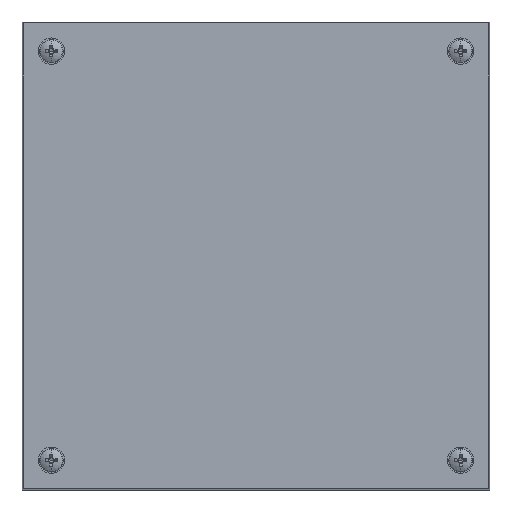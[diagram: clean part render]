
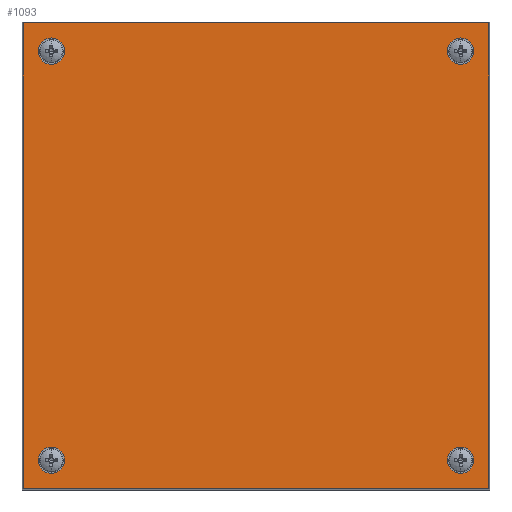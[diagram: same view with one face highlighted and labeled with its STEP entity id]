
A CAD part, top view. The second image highlights one B-rep face of the part: STEP entity #1093.
In plain terms, the highlighted face is planar.
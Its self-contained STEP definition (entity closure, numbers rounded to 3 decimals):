
#3 = VERTEX_POINT ( 'NONE', #4711 ) ;
#56 = DIRECTION ( 'NONE',  ( -1., 0., 0. ) ) ;
#76 = FACE_BOUND ( 'NONE', #3903, .T. ) ;
#113 = LINE ( 'NONE', #4510, #213 ) ;
#173 = EDGE_CURVE ( 'NONE', #3292, #3577, #2072, .T. ) ;
#194 = ORIENTED_EDGE ( 'NONE', *, *, #356, .F. ) ;
#213 = VECTOR ( 'NONE', #56, 1000. ) ;
#298 = AXIS2_PLACEMENT_3D ( 'NONE', #3342, #4368, #2982 ) ;
#309 = EDGE_CURVE ( 'NONE', #3823, #3779, #1017, .T. ) ;
#356 = EDGE_CURVE ( 'NONE', #1439, #598, #4602, .T. ) ;
#360 = CARTESIAN_POINT ( 'NONE',  ( -79.647, -20.2, -79.647 ) ) ;
#370 = ORIENTED_EDGE ( 'NONE', *, *, #2857, .F. ) ;
#404 = VERTEX_POINT ( 'NONE', #3937 ) ;
#577 = ORIENTED_EDGE ( 'NONE', *, *, #787, .F. ) ;
#598 = VERTEX_POINT ( 'NONE', #4441 ) ;
#625 = AXIS2_PLACEMENT_3D ( 'NONE', #4615, #4225, #3872 ) ;
#689 = ORIENTED_EDGE ( 'NONE', *, *, #173, .F. ) ;
#787 = EDGE_CURVE ( 'NONE', #3137, #404, #3541, .T. ) ;
#867 = CARTESIAN_POINT ( 'NONE',  ( -70., -20.2, 70. ) ) ;
#874 = CARTESIAN_POINT ( 'NONE',  ( -70., -20.2, 70. ) ) ;
#881 = CIRCLE ( 'NONE', #1468, 4.5 ) ;
#970 = EDGE_CURVE ( 'NONE', #598, #1439, #3297, .T. ) ;
#996 = DIRECTION ( 'NONE',  ( 0., 0., -1. ) ) ;
#1011 = LINE ( 'NONE', #2836, #3591 ) ;
#1017 = CIRCLE ( 'NONE', #3917, 4.5 ) ;
#1056 = CARTESIAN_POINT ( 'NONE',  ( 70., -20.2, -74.5 ) ) ;
#1069 = EDGE_CURVE ( 'NONE', #404, #4148, #113, .T. ) ;
#1093 = ADVANCED_FACE ( 'NONE', ( #1874, #4038, #76, #2219, #2998 ), #4420, .T. ) ;
#1105 = DIRECTION ( 'NONE',  ( 0., -1., 0. ) ) ;
#1202 = ORIENTED_EDGE ( 'NONE', *, *, #2975, .F. ) ;
#1304 = CARTESIAN_POINT ( 'NONE',  ( 70., -20.2, -70. ) ) ;
#1327 = CARTESIAN_POINT ( 'NONE',  ( 79.647, -20.2, 80. ) ) ;
#1330 = DIRECTION ( 'NONE',  ( 0., 0., -1. ) ) ;
#1356 = CARTESIAN_POINT ( 'NONE',  ( -70., -20.2, 74.5 ) ) ;
#1439 = VERTEX_POINT ( 'NONE', #4700 ) ;
#1468 = AXIS2_PLACEMENT_3D ( 'NONE', #4262, #4324, #996 ) ;
#1478 = CARTESIAN_POINT ( 'NONE',  ( 70., -20.2, 70. ) ) ;
#1498 = CARTESIAN_POINT ( 'NONE',  ( 70., -20.2, 74.5 ) ) ;
#1502 = CARTESIAN_POINT ( 'NONE',  ( -70., -20.2, -70. ) ) ;
#1515 = CARTESIAN_POINT ( 'NONE',  ( 70., -20.2, 65.5 ) ) ;
#1623 = CARTESIAN_POINT ( 'NONE',  ( -79.647, -20.2, 79.647 ) ) ;
#1634 = DIRECTION ( 'NONE',  ( 0., -1., 0. ) ) ;
#1658 = EDGE_LOOP ( 'NONE', ( #194, #3141 ) ) ;
#1691 = EDGE_LOOP ( 'NONE', ( #577, #1202, #3735, #2691 ) ) ;
#1874 = FACE_BOUND ( 'NONE', #3100, .T. ) ;
#2020 = DIRECTION ( 'NONE',  ( 0., 0., -1. ) ) ;
#2072 = CIRCLE ( 'NONE', #298, 4.5 ) ;
#2101 = ORIENTED_EDGE ( 'NONE', *, *, #309, .F. ) ;
#2115 = DIRECTION ( 'NONE',  ( 0., -1., 0. ) ) ;
#2121 = CARTESIAN_POINT ( 'NONE',  ( 79.647, -20.2, 79.647 ) ) ;
#2219 = FACE_BOUND ( 'NONE', #4018, .T. ) ;
#2516 = AXIS2_PLACEMENT_3D ( 'NONE', #867, #1634, #3445 ) ;
#2541 = DIRECTION ( 'NONE',  ( 0., 0., -1. ) ) ;
#2602 = DIRECTION ( 'NONE',  ( 0., 0., -1. ) ) ;
#2625 = CARTESIAN_POINT ( 'NONE',  ( -80., -20.2, 79.647 ) ) ;
#2663 = VECTOR ( 'NONE', #4016, 1000. ) ;
#2688 = VERTEX_POINT ( 'NONE', #1623 ) ;
#2691 = ORIENTED_EDGE ( 'NONE', *, *, #1069, .F. ) ;
#2836 = CARTESIAN_POINT ( 'NONE',  ( -79.647, -20.2, 80. ) ) ;
#2841 = CARTESIAN_POINT ( 'NONE',  ( 70., -20.2, -65.5 ) ) ;
#2857 = EDGE_CURVE ( 'NONE', #3779, #3823, #881, .T. ) ;
#2874 = ORIENTED_EDGE ( 'NONE', *, *, #3055, .F. ) ;
#2949 = EDGE_CURVE ( 'NONE', #3577, #3292, #4715, .T. ) ;
#2975 = EDGE_CURVE ( 'NONE', #2688, #3137, #3408, .T. ) ;
#2980 = DIRECTION ( 'NONE',  ( 0., -1., 0. ) ) ;
#2982 = DIRECTION ( 'NONE',  ( 0., 0., -1. ) ) ;
#2998 = FACE_OUTER_BOUND ( 'NONE', #1691, .T. ) ;
#3055 = EDGE_CURVE ( 'NONE', #3, #3950, #3740, .T. ) ;
#3077 = ORIENTED_EDGE ( 'NONE', *, *, #3747, .F. ) ;
#3100 = EDGE_LOOP ( 'NONE', ( #370, #2101 ) ) ;
#3121 = DIRECTION ( 'NONE',  ( 0., 0., -1. ) ) ;
#3137 = VERTEX_POINT ( 'NONE', #2121 ) ;
#3141 = ORIENTED_EDGE ( 'NONE', *, *, #970, .F. ) ;
#3174 = EDGE_CURVE ( 'NONE', #4148, #2688, #1011, .T. ) ;
#3292 = VERTEX_POINT ( 'NONE', #1498 ) ;
#3297 = CIRCLE ( 'NONE', #3680, 4.5 ) ;
#3337 = CARTESIAN_POINT ( 'NONE',  ( 0., -20.2, 0. ) ) ;
#3342 = CARTESIAN_POINT ( 'NONE',  ( 70., -20.2, 70. ) ) ;
#3364 = AXIS2_PLACEMENT_3D ( 'NONE', #874, #4208, #3121 ) ;
#3388 = VECTOR ( 'NONE', #3891, 1000. ) ;
#3408 = LINE ( 'NONE', #2625, #2663 ) ;
#3445 = DIRECTION ( 'NONE',  ( 0., 0., -1. ) ) ;
#3541 = LINE ( 'NONE', #1327, #3388 ) ;
#3577 = VERTEX_POINT ( 'NONE', #1515 ) ;
#3580 = CIRCLE ( 'NONE', #2516, 4.5 ) ;
#3591 = VECTOR ( 'NONE', #4317, 1000. ) ;
#3680 = AXIS2_PLACEMENT_3D ( 'NONE', #1502, #2980, #2020 ) ;
#3735 = ORIENTED_EDGE ( 'NONE', *, *, #3174, .F. ) ;
#3740 = CIRCLE ( 'NONE', #3364, 4.5 ) ;
#3747 = EDGE_CURVE ( 'NONE', #3950, #3, #3580, .T. ) ;
#3779 = VERTEX_POINT ( 'NONE', #1056 ) ;
#3815 = AXIS2_PLACEMENT_3D ( 'NONE', #1478, #1105, #2602 ) ;
#3823 = VERTEX_POINT ( 'NONE', #2841 ) ;
#3872 = DIRECTION ( 'NONE',  ( 0., 0., -1. ) ) ;
#3891 = DIRECTION ( 'NONE',  ( 0., 0., -1. ) ) ;
#3903 = EDGE_LOOP ( 'NONE', ( #2874, #3077 ) ) ;
#3917 = AXIS2_PLACEMENT_3D ( 'NONE', #1304, #2115, #1330 ) ;
#3937 = CARTESIAN_POINT ( 'NONE',  ( 79.647, -20.2, -79.647 ) ) ;
#3950 = VERTEX_POINT ( 'NONE', #1356 ) ;
#4016 = DIRECTION ( 'NONE',  ( 1., 0., 0. ) ) ;
#4018 = EDGE_LOOP ( 'NONE', ( #4100, #689 ) ) ;
#4038 = FACE_BOUND ( 'NONE', #1658, .T. ) ;
#4100 = ORIENTED_EDGE ( 'NONE', *, *, #2949, .F. ) ;
#4148 = VERTEX_POINT ( 'NONE', #360 ) ;
#4208 = DIRECTION ( 'NONE',  ( 0., -1., 0. ) ) ;
#4225 = DIRECTION ( 'NONE',  ( 0., -1., 0. ) ) ;
#4262 = CARTESIAN_POINT ( 'NONE',  ( 70., -20.2, -70. ) ) ;
#4317 = DIRECTION ( 'NONE',  ( 0., 0., 1. ) ) ;
#4324 = DIRECTION ( 'NONE',  ( 0., -1., 0. ) ) ;
#4345 = AXIS2_PLACEMENT_3D ( 'NONE', #3337, #4363, #2541 ) ;
#4363 = DIRECTION ( 'NONE',  ( 0., -1., 0. ) ) ;
#4368 = DIRECTION ( 'NONE',  ( 0., -1., 0. ) ) ;
#4420 = PLANE ( 'NONE',  #4345 ) ;
#4441 = CARTESIAN_POINT ( 'NONE',  ( -70., -20.2, -65.5 ) ) ;
#4510 = CARTESIAN_POINT ( 'NONE',  ( -80., -20.2, -79.647 ) ) ;
#4602 = CIRCLE ( 'NONE', #625, 4.5 ) ;
#4615 = CARTESIAN_POINT ( 'NONE',  ( -70., -20.2, -70. ) ) ;
#4700 = CARTESIAN_POINT ( 'NONE',  ( -70., -20.2, -74.5 ) ) ;
#4711 = CARTESIAN_POINT ( 'NONE',  ( -70., -20.2, 65.5 ) ) ;
#4715 = CIRCLE ( 'NONE', #3815, 4.5 ) ;
